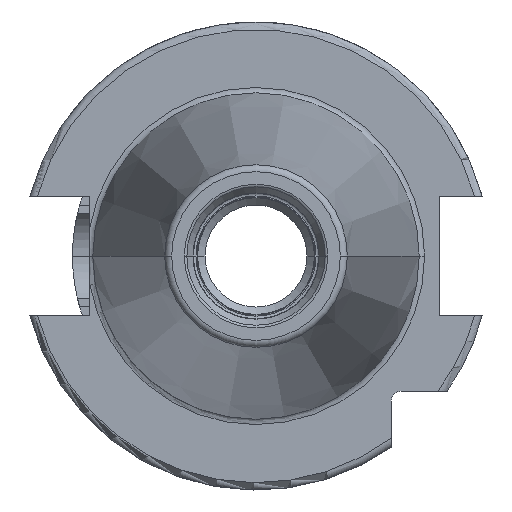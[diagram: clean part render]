
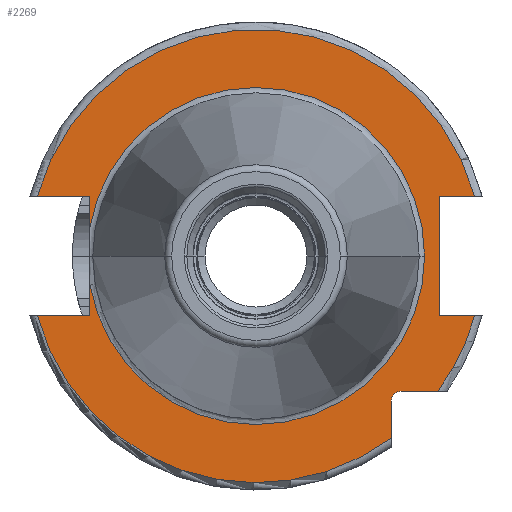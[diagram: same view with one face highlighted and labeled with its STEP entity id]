
A CAD part, left-side view. The second image highlights one B-rep face of the part: STEP entity #2269.
In plain terms, the highlighted planar face has unit normal (-1, 0, 0).
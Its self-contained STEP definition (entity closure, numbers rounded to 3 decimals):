
#117=CARTESIAN_POINT('',(3.2,0.,0.));
#118=DIRECTION('',(-1.,0.,0.));
#119=DIRECTION('',(0.,0.986,-0.168));
#120=AXIS2_PLACEMENT_3D('',#117,#118,#119);
#482=DIRECTION('',(0.,-1.,0.));
#483=VECTOR('',#482,4.99);
#484=CARTESIAN_POINT('',(3.2,-19.7,-18.35));
#485=LINE('',#484,#483);
#486=DIRECTION('',(0.,0.,1.));
#487=VECTOR('',#486,4.99);
#488=CARTESIAN_POINT('',(3.2,-18.35,-24.69));
#489=LINE('',#488,#487);
#490=CARTESIAN_POINT('',(3.2,0.,0.));
#491=DIRECTION('',(-1.,0.,0.));
#492=DIRECTION('',(0.,0.965,-0.263));
#493=AXIS2_PLACEMENT_3D('',#490,#491,#492);
#495=DIRECTION('',(0.,-1.,0.));
#496=VECTOR('',#495,7.127);
#497=CARTESIAN_POINT('',(3.2,29.677,-8.1));
#498=LINE('',#497,#496);
#499=DIRECTION('',(0.,0.,-1.));
#500=VECTOR('',#499,4.258);
#501=CARTESIAN_POINT('',(3.2,22.55,-3.842));
#502=LINE('',#501,#500);
#503=DIRECTION('',(0.,0.,-1.));
#504=VECTOR('',#503,4.258);
#505=CARTESIAN_POINT('',(3.2,22.55,8.1));
#506=LINE('',#505,#504);
#507=DIRECTION('',(0.,-1.,0.));
#508=VECTOR('',#507,7.127);
#509=CARTESIAN_POINT('',(3.2,29.677,8.1));
#510=LINE('',#509,#508);
#511=CARTESIAN_POINT('',(3.2,0.,0.));
#512=DIRECTION('',(1.,0.,0.));
#513=DIRECTION('',(0.,0.965,0.263));
#514=AXIS2_PLACEMENT_3D('',#511,#512,#513);
#516=DIRECTION('',(0.,1.,0.));
#517=VECTOR('',#516,4.827);
#518=CARTESIAN_POINT('',(3.2,-29.677,8.1));
#519=LINE('',#518,#517);
#520=DIRECTION('',(0.,0.,1.));
#521=VECTOR('',#520,16.2);
#522=CARTESIAN_POINT('',(3.2,-24.85,-8.1));
#523=LINE('',#522,#521);
#524=DIRECTION('',(0.,1.,0.));
#525=VECTOR('',#524,4.827);
#526=CARTESIAN_POINT('',(3.2,-29.677,-8.1));
#527=LINE('',#526,#525);
#528=CARTESIAN_POINT('',(3.2,0.,0.));
#529=DIRECTION('',(-1.,0.,0.));
#530=DIRECTION('',(0.,-0.803,-0.597));
#531=AXIS2_PLACEMENT_3D('',#528,#529,#530);
#542=CARTESIAN_POINT('',(3.2,-19.7,-19.7));
#543=DIRECTION('',(1.,0.,0.));
#544=DIRECTION('',(0.,1.,0.));
#545=AXIS2_PLACEMENT_3D('',#542,#543,#544);
#1458=CARTESIAN_POINT('',(3.2,0.,0.));
#1459=DIRECTION('',(1.,0.,0.));
#1460=DIRECTION('',(0.,0.986,0.168));
#1461=AXIS2_PLACEMENT_3D('',#1458,#1459,#1460);
#1475=CARTESIAN_POINT('',(3.2,-22.875,0.));
#1477=VERTEX_POINT('',#1475);
#1611=CARTESIAN_POINT('',(3.2,29.677,8.1));
#1612=CARTESIAN_POINT('',(3.2,22.55,8.1));
#1613=VERTEX_POINT('',#1611);
#1614=VERTEX_POINT('',#1612);
#1615=CARTESIAN_POINT('',(3.2,22.55,3.842));
#1616=VERTEX_POINT('',#1615);
#1617=CARTESIAN_POINT('',(3.2,22.55,-3.842));
#1618=CARTESIAN_POINT('',(3.2,22.55,-8.1));
#1619=VERTEX_POINT('',#1617);
#1620=VERTEX_POINT('',#1618);
#1621=CARTESIAN_POINT('',(3.2,29.677,-8.1));
#1622=VERTEX_POINT('',#1621);
#1623=CARTESIAN_POINT('',(3.2,-29.677,-8.1));
#1624=CARTESIAN_POINT('',(3.2,-24.85,-8.1));
#1625=VERTEX_POINT('',#1623);
#1626=VERTEX_POINT('',#1624);
#1627=CARTESIAN_POINT('',(3.2,-24.85,8.1));
#1628=VERTEX_POINT('',#1627);
#1629=CARTESIAN_POINT('',(3.2,-29.677,8.1));
#1630=VERTEX_POINT('',#1629);
#1656=CARTESIAN_POINT('',(3.2,-18.35,-24.69));
#1657=VERTEX_POINT('',#1656);
#1664=CARTESIAN_POINT('',(3.2,-19.7,-18.35));
#1665=CARTESIAN_POINT('',(3.2,-24.69,-18.35));
#1666=VERTEX_POINT('',#1664);
#1667=VERTEX_POINT('',#1665);
#1668=CARTESIAN_POINT('',(3.2,-18.35,-19.7));
#1669=VERTEX_POINT('',#1668);
#2239=CARTESIAN_POINT('',(3.2,0.,0.));
#2240=DIRECTION('',(1.,0.,0.));
#2241=DIRECTION('',(0.,-1.,0.));
#2242=AXIS2_PLACEMENT_3D('',#2239,#2240,#2241);
#2243=PLANE('',#2242);
#2245=ORIENTED_EDGE('',*,*,#2244,.F.);
#2247=ORIENTED_EDGE('',*,*,#2246,.F.);
#2249=ORIENTED_EDGE('',*,*,#2248,.F.);
#2250=ORIENTED_EDGE('',*,*,#2216,.F.);
#2251=ORIENTED_EDGE('',*,*,#2054,.T.);
#2252=ORIENTED_EDGE('',*,*,#1909,.F.);
#2253=ORIENTED_EDGE('',*,*,#1886,.T.);
#2255=ORIENTED_EDGE('',*,*,#2254,.F.);
#2256=ORIENTED_EDGE('',*,*,#1904,.F.);
#2258=ORIENTED_EDGE('',*,*,#2257,.F.);
#2260=ORIENTED_EDGE('',*,*,#2259,.T.);
#2262=ORIENTED_EDGE('',*,*,#2261,.T.);
#2263=ORIENTED_EDGE('',*,*,#2016,.F.);
#2265=ORIENTED_EDGE('',*,*,#2264,.F.);
#2266=ORIENTED_EDGE('',*,*,#2234,.F.);
#2267=EDGE_LOOP('',(#2245,#2247,#2249,#2250,#2251,#2252,#2253,#2255,#2256,#2258,
#2260,#2262,#2263,#2265,#2266));
#2268=FACE_OUTER_BOUND('',#2267,.F.);
#2269=ADVANCED_FACE('',(#2268),#2243,.F.);
#121=CIRCLE('',#120,22.875);
#494=CIRCLE('',#493,30.763);
#515=CIRCLE('',#514,30.763);
#532=CIRCLE('',#531,30.763);
#546=CIRCLE('',#545,1.35);
#1462=CIRCLE('',#1461,22.875);
#1886=EDGE_CURVE('',#1619,#1477,#121,.T.);
#1904=EDGE_CURVE('',#1614,#1616,#506,.T.);
#1909=EDGE_CURVE('',#1619,#1620,#502,.T.);
#2016=EDGE_CURVE('',#1626,#1628,#523,.T.);
#2054=EDGE_CURVE('',#1622,#1620,#498,.T.);
#2216=EDGE_CURVE('',#1622,#1657,#494,.T.);
#2234=EDGE_CURVE('',#1667,#1625,#532,.T.);
#2244=EDGE_CURVE('',#1666,#1667,#485,.T.);
#2246=EDGE_CURVE('',#1669,#1666,#546,.T.);
#2248=EDGE_CURVE('',#1657,#1669,#489,.T.);
#2254=EDGE_CURVE('',#1616,#1477,#1462,.T.);
#2257=EDGE_CURVE('',#1613,#1614,#510,.T.);
#2259=EDGE_CURVE('',#1613,#1630,#515,.T.);
#2261=EDGE_CURVE('',#1630,#1628,#519,.T.);
#2264=EDGE_CURVE('',#1625,#1626,#527,.T.);
